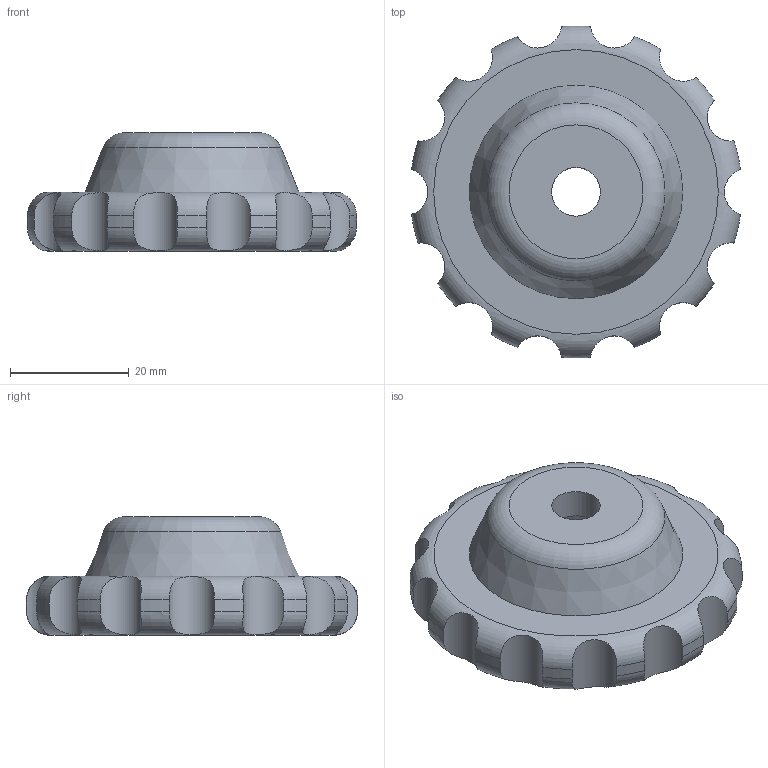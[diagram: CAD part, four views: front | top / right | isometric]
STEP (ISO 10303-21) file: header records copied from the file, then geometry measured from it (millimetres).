
FILE_DESCRIPTION(('FreeCAD Model'),'2;1');
FILE_NAME('Open CASCADE Shape Model','2021-12-17T20:16:38',('Author'),( ''),'Open CASCADE STEP processor 7.5','FreeCAD','Unknown');
FILE_SCHEMA(('AUTOMOTIVE_DESIGN { 1 0 10303 214 1 1 1 1 }'));
Length unit declared in the file: millimetre
Products named in the file (1): spool.holder.knob
Bounding box: 55.48 x 55.98 x 20 mm (x, y, z)
Volume: 27232.3 mm3; surface area: 7438.5 mm2
Topology: 1 solids, 1 shells, 43 faces, 116 edges, 77 vertices
Faces by surface type: cylinder 29, plane 10, torus 3, cone 1
Full cylindrical faces by diameter (mm): 8.2 x1
Entity records: 10242 total; most frequent: CARTESIAN_POINT 8121, DIRECTION 322, ORIENTED_EDGE 232, PCURVE 232, DEFINITIONAL_REPRESENTATION 232, LINE 152, VECTOR 152, B_SPLINE_CURVE_WITH_KNOTS 152
